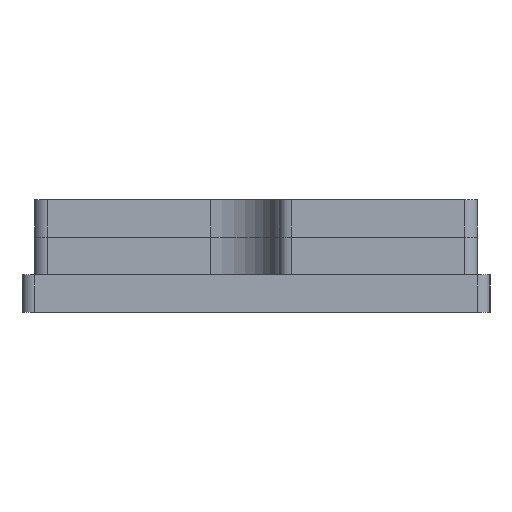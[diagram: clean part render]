
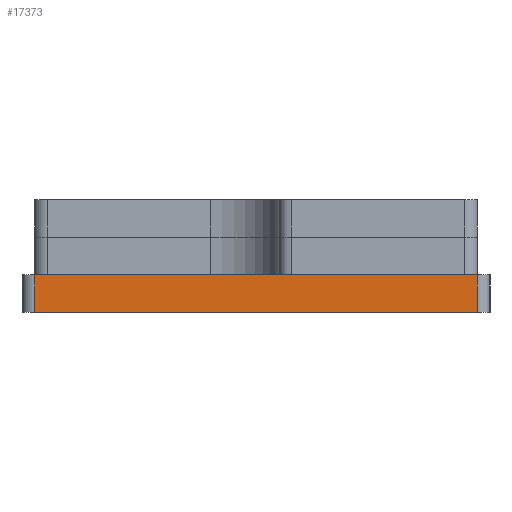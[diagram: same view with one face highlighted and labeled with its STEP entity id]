
A CAD part, left-side view. The second image highlights one B-rep face of the part: STEP entity #17373.
In plain terms, the highlighted planar face has unit normal (-1, 0, 0).
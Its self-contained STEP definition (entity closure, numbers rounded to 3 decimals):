
#1305=PLANE('',#18395);
#1843=FACE_OUTER_BOUND('',#2842,.T.);
#2842=EDGE_LOOP('',(#12052,#12053,#12054,#12055));
#3949=LINE('',#22450,#5689);
#3954=LINE('',#22521,#5694);
#3955=LINE('',#22524,#5695);
#3956=LINE('',#22525,#5696);
#5689=VECTOR('',#19152,10.);
#5694=VECTOR('',#19225,10.);
#5695=VECTOR('',#19228,10.);
#5696=VECTOR('',#19229,10.);
#7594=VERTEX_POINT('',#22447);
#7595=VERTEX_POINT('',#22449);
#7627=VERTEX_POINT('',#22519);
#7628=VERTEX_POINT('',#22523);
#9360=EDGE_CURVE('',#7595,#7594,#3949,.T.);
#9396=EDGE_CURVE('',#7595,#7627,#3954,.T.);
#9397=EDGE_CURVE('',#7628,#7594,#3955,.T.);
#9398=EDGE_CURVE('',#7627,#7628,#3956,.T.);
#12052=ORIENTED_EDGE('',*,*,#9396,.F.);
#12053=ORIENTED_EDGE('',*,*,#9360,.T.);
#12054=ORIENTED_EDGE('',*,*,#9397,.F.);
#12055=ORIENTED_EDGE('',*,*,#9398,.F.);
#17373=ADVANCED_FACE('',(#1843),#1305,.T.);
#18395=AXIS2_PLACEMENT_3D('',#22522,#19226,#19227);
#19152=DIRECTION('',(0.,1.,0.));
#19225=DIRECTION('',(0.,0.,-1.));
#19226=DIRECTION('center_axis',(-1.,0.,0.));
#19227=DIRECTION('ref_axis',(0.,1.,0.));
#19228=DIRECTION('',(0.,0.,1.));
#19229=DIRECTION('',(0.,1.,0.));
#22447=CARTESIAN_POINT('',(-72.75,17.65,0.));
#22449=CARTESIAN_POINT('',(-72.75,-17.65,0.));
#22450=CARTESIAN_POINT('',(-72.75,-18.65,0.));
#22519=CARTESIAN_POINT('',(-72.75,-17.65,-3.));
#22521=CARTESIAN_POINT('',(-72.75,-17.65,0.));
#22522=CARTESIAN_POINT('Origin',(-72.75,-18.65,0.));
#22523=CARTESIAN_POINT('',(-72.75,17.65,-3.));
#22524=CARTESIAN_POINT('',(-72.75,17.65,0.));
#22525=CARTESIAN_POINT('',(-72.75,-18.65,-3.));
